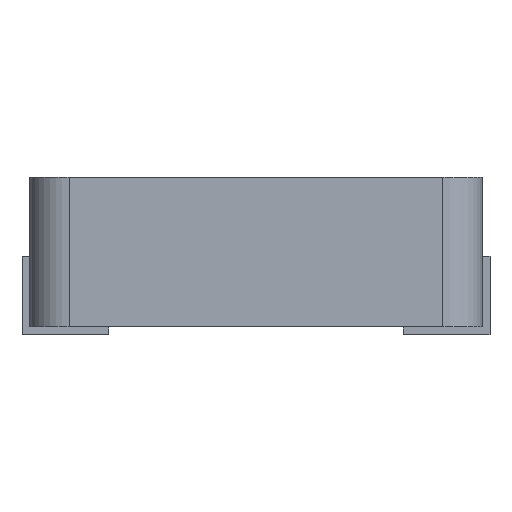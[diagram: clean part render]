
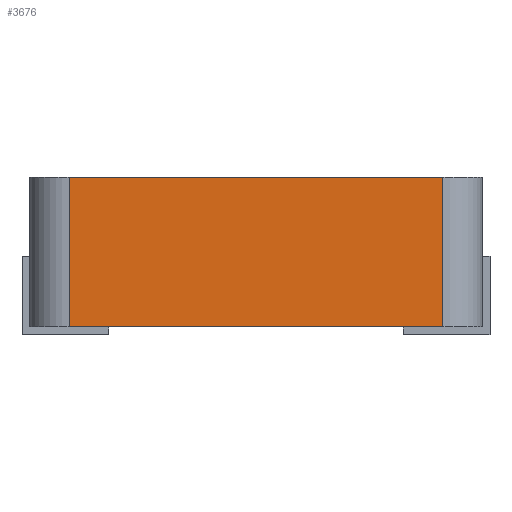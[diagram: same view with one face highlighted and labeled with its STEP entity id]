
A CAD part, front view. The second image highlights one B-rep face of the part: STEP entity #3676.
In plain terms, the highlighted planar face has unit normal (0, -1, 0).
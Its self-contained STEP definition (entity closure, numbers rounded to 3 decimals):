
#451=FACE_OUTER_BOUND('',#660,.T.);
#660=EDGE_LOOP('',(#3351,#3352,#3353,#3354));
#998=LINE('',#6543,#1385);
#1027=LINE('',#6614,#1414);
#1048=LINE('',#6659,#1435);
#1049=LINE('',#6661,#1436);
#1385=VECTOR('',#4374,10.);
#1414=VECTOR('',#4435,10.);
#1435=VECTOR('',#4482,10.);
#1436=VECTOR('',#4485,10.);
#1748=VERTEX_POINT('',#6540);
#1749=VERTEX_POINT('',#6542);
#1774=VERTEX_POINT('',#6611);
#1775=VERTEX_POINT('',#6613);
#2253=EDGE_CURVE('',#1748,#1749,#998,.T.);
#2286=EDGE_CURVE('',#1774,#1775,#1027,.T.);
#2310=EDGE_CURVE('',#1774,#1749,#1048,.T.);
#2311=EDGE_CURVE('',#1775,#1748,#1049,.T.);
#3351=ORIENTED_EDGE('',*,*,#2286,.F.);
#3352=ORIENTED_EDGE('',*,*,#2310,.T.);
#3353=ORIENTED_EDGE('',*,*,#2253,.F.);
#3354=ORIENTED_EDGE('',*,*,#2311,.F.);
#3484=PLANE('',#3826);
#3676=ADVANCED_FACE('',(#451),#3484,.T.);
#3826=AXIS2_PLACEMENT_3D('',#6660,#4483,#4484);
#4374=DIRECTION('',(1.,0.,0.));
#4435=DIRECTION('',(-1.,0.,0.));
#4482=DIRECTION('',(0.,0.,1.));
#4483=DIRECTION('center_axis',(0.,-1.,0.));
#4484=DIRECTION('ref_axis',(1.,0.,0.));
#4485=DIRECTION('',(0.,0.,1.));
#6540=CARTESIAN_POINT('',(-4.998,-4.52,3.8));
#6542=CARTESIAN_POINT('',(4.502,-4.52,3.8));
#6543=CARTESIAN_POINT('',(4.502,-4.52,3.8));
#6611=CARTESIAN_POINT('',(4.502,-4.52,0.));
#6613=CARTESIAN_POINT('',(-4.998,-4.52,0.));
#6614=CARTESIAN_POINT('',(4.502,-4.52,0.));
#6659=CARTESIAN_POINT('',(4.502,-4.52,0.));
#6660=CARTESIAN_POINT('Origin',(-4.998,-4.52,0.));
#6661=CARTESIAN_POINT('',(-4.998,-4.52,0.));
